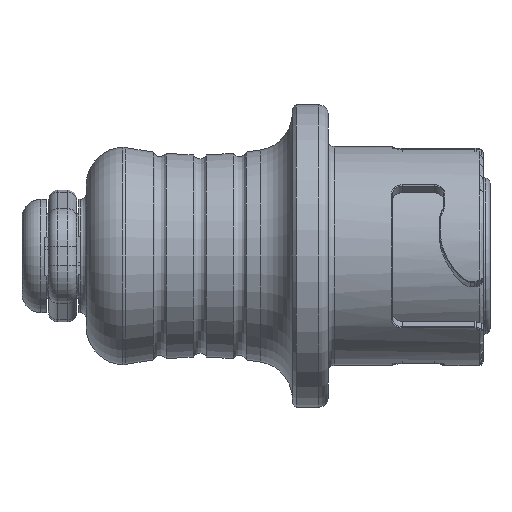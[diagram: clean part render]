
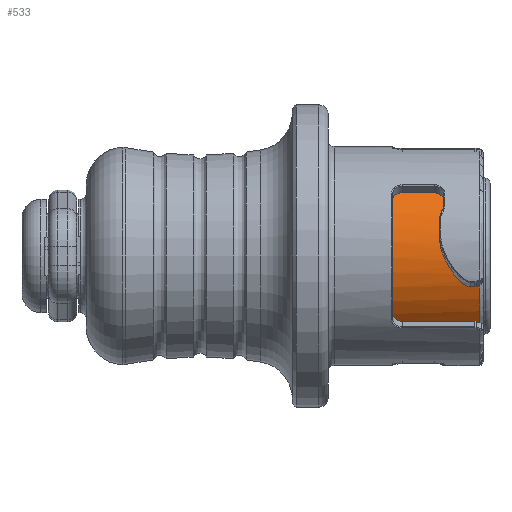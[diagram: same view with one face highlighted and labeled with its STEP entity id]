
A CAD part, front view. The second image highlights one B-rep face of the part: STEP entity #533.
In plain terms, the highlighted cylindrical face has radius 5.2 mm (diameter 10.4 mm), a partial arc.
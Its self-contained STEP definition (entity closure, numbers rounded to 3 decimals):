
#533=ADVANCED_FACE('',(#1324),#1075,.T.);
#1075=CYLINDRICAL_SURFACE('',#9130,5.2);
#1324=FACE_OUTER_BOUND('',#1913,.T.);
#1913=EDGE_LOOP('',(#3506,#3507,#3508,#3509,#3510,#3511,#3512,#3513,#3514,
#3515,#3516,#3517,#3518,#3519,#3520,#3521,#3522));
#2503=B_SPLINE_CURVE_WITH_KNOTS('',3,(#13708,#13709,#13710,#13711,#13712,
#13713,#13714),.UNSPECIFIED.,.F.,.F.,(4,3,4),(0.,0.634,1.),
 .UNSPECIFIED.);
#2504=B_SPLINE_CURVE_WITH_KNOTS('',3,(#13718,#13719,#13720,#13721,#13722,
#13723,#13724,#13725,#13726,#13727,#13728,#13729),.UNSPECIFIED.,.F.,.F.,
(4,2,2,2,2,4),(0.,0.25,0.5,0.75,0.875,1.),.UNSPECIFIED.);
#2505=B_SPLINE_CURVE_WITH_KNOTS('',3,(#13730,#13731,#13732,#13733,#13734,
#13735,#13736),.UNSPECIFIED.,.F.,.F.,(4,3,4),(0.,0.523,1.),
 .UNSPECIFIED.);
#2506=B_SPLINE_CURVE_WITH_KNOTS('',3,(#13738,#13739,#13740,#13741),
 .UNSPECIFIED.,.F.,.F.,(4,4),(0.,1.),.UNSPECIFIED.);
#2507=B_SPLINE_CURVE_WITH_KNOTS('',3,(#13745,#13746,#13747,#13748),
 .UNSPECIFIED.,.F.,.F.,(4,4),(0.,1.),.UNSPECIFIED.);
#2508=B_SPLINE_CURVE_WITH_KNOTS('',3,(#13752,#13753,#13754,#13755),
 .UNSPECIFIED.,.F.,.F.,(4,4),(0.,1.),.UNSPECIFIED.);
#2509=B_SPLINE_CURVE_WITH_KNOTS('',3,(#13759,#13760,#13761,#13762),
 .UNSPECIFIED.,.F.,.F.,(4,4),(0.,1.),.UNSPECIFIED.);
#2510=B_SPLINE_CURVE_WITH_KNOTS('',3,(#13763,#13764,#13765,#13766,#13767,
#13768,#13769),.UNSPECIFIED.,.F.,.F.,(4,3,4),(0.,0.634,1.),
 .UNSPECIFIED.);
#2594=ELLIPSE('',#9125,10.4,5.2);
#2595=ELLIPSE('',#9127,10.4,5.2);
#2732=CIRCLE('',#9003,5.2);
#2796=CIRCLE('',#9126,5.2);
#2797=CIRCLE('',#9128,5.2);
#2798=CIRCLE('',#9129,5.2);
#3506=ORIENTED_EDGE('',*,*,#6762,.T.);
#3507=ORIENTED_EDGE('',*,*,#6763,.T.);
#3508=ORIENTED_EDGE('',*,*,#6764,.T.);
#3509=ORIENTED_EDGE('',*,*,#6765,.T.);
#3510=ORIENTED_EDGE('',*,*,#6766,.F.);
#3511=ORIENTED_EDGE('',*,*,#6767,.F.);
#3512=ORIENTED_EDGE('',*,*,#6630,.T.);
#3513=ORIENTED_EDGE('',*,*,#6768,.T.);
#3514=ORIENTED_EDGE('',*,*,#6769,.T.);
#3515=ORIENTED_EDGE('',*,*,#6770,.T.);
#3516=ORIENTED_EDGE('',*,*,#6771,.T.);
#3517=ORIENTED_EDGE('',*,*,#6772,.T.);
#3518=ORIENTED_EDGE('',*,*,#6773,.T.);
#3519=ORIENTED_EDGE('',*,*,#6774,.T.);
#3520=ORIENTED_EDGE('',*,*,#6775,.T.);
#3521=ORIENTED_EDGE('',*,*,#6761,.T.);
#3522=ORIENTED_EDGE('',*,*,#6776,.T.);
#5879=VERTEX_POINT('',#13307);
#5882=VERTEX_POINT('',#13312);
#5976=VERTEX_POINT('',#13693);
#5979=VERTEX_POINT('',#13698);
#5980=VERTEX_POINT('',#13702);
#5981=VERTEX_POINT('',#13703);
#5982=VERTEX_POINT('',#13705);
#5983=VERTEX_POINT('',#13707);
#5984=VERTEX_POINT('',#13715);
#5985=VERTEX_POINT('',#13717);
#5986=VERTEX_POINT('',#13737);
#5987=VERTEX_POINT('',#13742);
#5988=VERTEX_POINT('',#13744);
#5989=VERTEX_POINT('',#13749);
#5990=VERTEX_POINT('',#13751);
#5991=VERTEX_POINT('',#13756);
#5992=VERTEX_POINT('',#13758);
#6630=EDGE_CURVE('',#5879,#5882,#2732,.T.);
#6761=EDGE_CURVE('',#5976,#5979,#7914,.T.);
#6762=EDGE_CURVE('',#5980,#5981,#2594,.T.);
#6763=EDGE_CURVE('',#5981,#5982,#2796,.T.);
#6764=EDGE_CURVE('',#5982,#5983,#2595,.T.);
#6765=EDGE_CURVE('',#5983,#5984,#2503,.T.);
#6766=EDGE_CURVE('',#5985,#5984,#7915,.T.);
#6767=EDGE_CURVE('',#5879,#5985,#2504,.T.);
#6768=EDGE_CURVE('',#5882,#5986,#2505,.T.);
#6769=EDGE_CURVE('',#5986,#5987,#2506,.T.);
#6770=EDGE_CURVE('',#5987,#5988,#2797,.T.);
#6771=EDGE_CURVE('',#5988,#5989,#2507,.T.);
#6772=EDGE_CURVE('',#5989,#5990,#7916,.T.);
#6773=EDGE_CURVE('',#5990,#5991,#2508,.T.);
#6774=EDGE_CURVE('',#5991,#5992,#2798,.T.);
#6775=EDGE_CURVE('',#5992,#5976,#2509,.T.);
#6776=EDGE_CURVE('',#5979,#5980,#2510,.T.);
#7914=LINE('',#13699,#8470);
#7915=LINE('',#13716,#8471);
#7916=LINE('',#13750,#8472);
#8470=VECTOR('',#10456,1.);
#8471=VECTOR('',#10465,1.);
#8472=VECTOR('',#10468,1.);
#9003=AXIS2_PLACEMENT_3D('',#13313,#10164,#10165);
#9125=AXIS2_PLACEMENT_3D('',#13701,#10459,#10460);
#9126=AXIS2_PLACEMENT_3D('',#13704,#10461,#10462);
#9127=AXIS2_PLACEMENT_3D('',#13706,#10463,#10464);
#9128=AXIS2_PLACEMENT_3D('',#13743,#10466,#10467);
#9129=AXIS2_PLACEMENT_3D('',#13757,#10469,#10470);
#9130=AXIS2_PLACEMENT_3D('',#13770,#10471,#10472);
#10164=DIRECTION('',(-1.,0.,0.));
#10165=DIRECTION('',(0.,0.5,-0.866));
#10456=DIRECTION('',(1.,0.,0.));
#10459=DIRECTION('',(0.5,-0.433,0.75));
#10460=DIRECTION('',(-0.866,-0.25,0.433));
#10461=DIRECTION('',(-1.,0.,0.));
#10462=DIRECTION('',(0.,0.,-1.));
#10463=DIRECTION('',(0.5,0.433,-0.75));
#10464=DIRECTION('',(-0.866,0.25,-0.433));
#10465=DIRECTION('',(1.,0.,0.));
#10466=DIRECTION('',(-1.,0.,0.));
#10467=DIRECTION('',(0.,0.5,-0.866));
#10468=DIRECTION('',(-1.,0.,0.));
#10469=DIRECTION('',(1.,0.,0.));
#10470=DIRECTION('',(0.,0.5,-0.866));
#10471=DIRECTION('',(-1.,0.,0.));
#10472=DIRECTION('',(0.,0.,-1.));
#13307=CARTESIAN_POINT('',(18.7,-5.14,0.785));
#13312=CARTESIAN_POINT('',(18.7,-4.83,1.927));
#13313=CARTESIAN_POINT('',(18.7,0.,0.));
#13693=CARTESIAN_POINT('',(16.7,-3.886,-3.456));
#13698=CARTESIAN_POINT('',(20.546,-3.886,-3.456));
#13699=CARTESIAN_POINT('',(21.,-3.886,-3.456));
#13701=CARTESIAN_POINT('',(18.781,0.,0.));
#13702=CARTESIAN_POINT('',(20.646,-3.867,-3.476));
#13703=CARTESIAN_POINT('',(20.8,-3.806,-3.543));
#13704=CARTESIAN_POINT('',(20.8,0.,0.));
#13705=CARTESIAN_POINT('',(20.8,-4.972,-1.525));
#13706=CARTESIAN_POINT('',(18.781,0.,0.));
#13707=CARTESIAN_POINT('',(20.646,-4.944,-1.611));
#13708=CARTESIAN_POINT('',(20.646,-4.944,-1.611));
#13709=CARTESIAN_POINT('',(20.627,-4.941,-1.622));
#13710=CARTESIAN_POINT('',(20.606,-4.938,-1.629));
#13711=CARTESIAN_POINT('',(20.585,-4.937,-1.634));
#13712=CARTESIAN_POINT('',(20.572,-4.936,-1.636));
#13713=CARTESIAN_POINT('',(20.559,-4.936,-1.637));
#13714=CARTESIAN_POINT('',(20.546,-4.936,-1.637));
#13715=CARTESIAN_POINT('',(20.546,-4.936,-1.637));
#13716=CARTESIAN_POINT('',(21.,-4.936,-1.637));
#13717=CARTESIAN_POINT('',(20.3,-4.936,-1.637));
#13718=CARTESIAN_POINT('',(18.7,-5.14,0.785));
#13719=CARTESIAN_POINT('',(18.7,-5.177,0.549));
#13720=CARTESIAN_POINT('',(18.774,-5.198,0.298));
#13721=CARTESIAN_POINT('',(18.973,-5.202,-0.208));
#13722=CARTESIAN_POINT('',(19.071,-5.19,-0.4));
#13723=CARTESIAN_POINT('',(19.365,-5.132,-0.869));
#13724=CARTESIAN_POINT('',(19.503,-5.096,-1.05));
#13725=CARTESIAN_POINT('',(19.762,-5.03,-1.322));
#13726=CARTESIAN_POINT('',(19.882,-5.,-1.429));
#13727=CARTESIAN_POINT('',(20.031,-4.968,-1.539));
#13728=CARTESIAN_POINT('',(20.204,-4.936,-1.637));
#13729=CARTESIAN_POINT('',(20.3,-4.936,-1.637));
#13730=CARTESIAN_POINT('',(18.7,-4.83,1.927));
#13731=CARTESIAN_POINT('',(18.7,-4.809,1.979));
#13732=CARTESIAN_POINT('',(18.71,-4.787,2.031));
#13733=CARTESIAN_POINT('',(18.728,-4.766,2.079));
#13734=CARTESIAN_POINT('',(18.745,-4.747,2.123));
#13735=CARTESIAN_POINT('',(18.769,-4.728,2.165));
#13736=CARTESIAN_POINT('',(18.8,-4.711,2.202));
#13737=CARTESIAN_POINT('',(18.8,-4.711,2.202));
#13738=CARTESIAN_POINT('',(18.8,-4.711,2.202));
#13739=CARTESIAN_POINT('',(18.865,-4.674,2.281));
#13740=CARTESIAN_POINT('',(18.9,-4.627,2.375));
#13741=CARTESIAN_POINT('',(18.9,-4.576,2.471));
#13742=CARTESIAN_POINT('',(18.9,-4.576,2.471));
#13743=CARTESIAN_POINT('',(18.9,0.,0.));
#13744=CARTESIAN_POINT('',(18.9,-4.287,2.943));
#13745=CARTESIAN_POINT('',(18.9,-4.287,2.943));
#13746=CARTESIAN_POINT('',(18.9,-4.136,3.163));
#13747=CARTESIAN_POINT('',(18.666,-3.984,3.342));
#13748=CARTESIAN_POINT('',(18.4,-3.984,3.342));
#13749=CARTESIAN_POINT('',(18.4,-3.984,3.342));
#13750=CARTESIAN_POINT('',(18.7,-3.984,3.342));
#13751=CARTESIAN_POINT('',(16.7,-3.984,3.342));
#13752=CARTESIAN_POINT('',(16.7,-3.984,3.342));
#13753=CARTESIAN_POINT('',(16.435,-3.984,3.342));
#13754=CARTESIAN_POINT('',(16.2,-4.136,3.163));
#13755=CARTESIAN_POINT('',(16.2,-4.287,2.943));
#13756=CARTESIAN_POINT('',(16.2,-4.287,2.943));
#13757=CARTESIAN_POINT('',(16.2,0.,0.));
#13758=CARTESIAN_POINT('',(16.2,-4.203,-3.062));
#13759=CARTESIAN_POINT('',(16.2,-4.203,-3.062));
#13760=CARTESIAN_POINT('',(16.2,-4.046,-3.277));
#13761=CARTESIAN_POINT('',(16.433,-3.886,-3.456));
#13762=CARTESIAN_POINT('',(16.7,-3.886,-3.456));
#13763=CARTESIAN_POINT('',(20.546,-3.886,-3.456));
#13764=CARTESIAN_POINT('',(20.568,-3.886,-3.456));
#13765=CARTESIAN_POINT('',(20.591,-3.883,-3.459));
#13766=CARTESIAN_POINT('',(20.612,-3.878,-3.464));
#13767=CARTESIAN_POINT('',(20.624,-3.875,-3.467));
#13768=CARTESIAN_POINT('',(20.635,-3.872,-3.471));
#13769=CARTESIAN_POINT('',(20.646,-3.867,-3.476));
#13770=CARTESIAN_POINT('',(21.,0.,0.));
